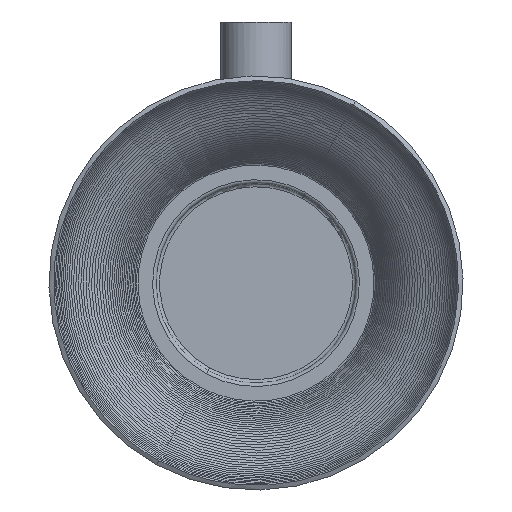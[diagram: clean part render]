
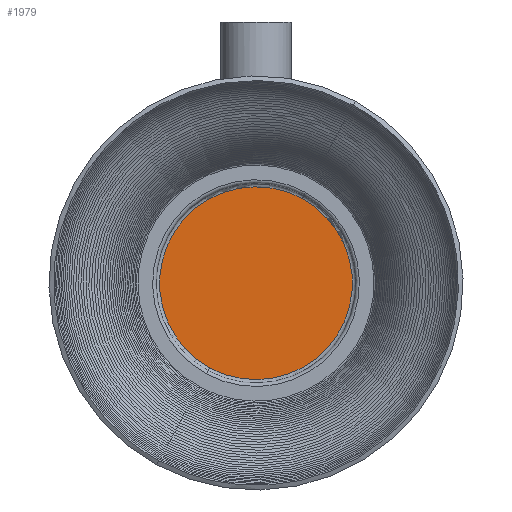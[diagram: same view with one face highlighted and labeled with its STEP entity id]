
A CAD part, top view. The second image highlights one B-rep face of the part: STEP entity #1979.
In plain terms, the highlighted planar face has unit normal (0, 0, 1).
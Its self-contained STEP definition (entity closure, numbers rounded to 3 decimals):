
#1932=CARTESIAN_POINT('Axis2P3D Location',(0.,0.,1.5)) ;
#1938=CARTESIAN_POINT('Control Point',(-13.184,-24.134,1.5)) ;
#1939=CARTESIAN_POINT('Control Point',(-16.975,-22.063,1.5)) ;
#1940=CARTESIAN_POINT('Control Point',(-20.359,-19.247,1.5)) ;
#1941=CARTESIAN_POINT('Control Point',(-23.141,-15.793,1.5)) ;
#1942=CARTESIAN_POINT('Control Point',(-27.201,-7.981,1.5)) ;
#1943=CARTESIAN_POINT('Control Point',(-28.006,0.786,1.5)) ;
#1944=CARTESIAN_POINT('Control Point',(-27.531,5.196,1.5)) ;
#1945=CARTESIAN_POINT('Control Point',(-24.878,13.591,1.5)) ;
#1946=CARTESIAN_POINT('Control Point',(-19.247,20.359,1.5)) ;
#1947=CARTESIAN_POINT('Control Point',(-15.793,23.141,1.5)) ;
#1948=CARTESIAN_POINT('Control Point',(-7.981,27.201,1.5)) ;
#1949=CARTESIAN_POINT('Control Point',(0.786,28.006,1.5)) ;
#1950=CARTESIAN_POINT('Control Point',(5.196,27.531,1.5)) ;
#1951=CARTESIAN_POINT('Control Point',(9.393,26.204,1.5)) ;
#1952=CARTESIAN_POINT('Control Point',(13.184,24.134,1.5)) ;
#1953=CARTESIAN_POINT('Vertex',(-13.184,-24.134,1.5)) ;
#1955=CARTESIAN_POINT('Vertex',(13.184,24.134,1.5)) ;
#1959=CARTESIAN_POINT('Control Point',(13.184,24.134,1.5)) ;
#1960=CARTESIAN_POINT('Control Point',(16.975,22.063,1.5)) ;
#1961=CARTESIAN_POINT('Control Point',(20.359,19.247,1.5)) ;
#1962=CARTESIAN_POINT('Control Point',(23.141,15.793,1.5)) ;
#1963=CARTESIAN_POINT('Control Point',(27.201,7.981,1.5)) ;
#1964=CARTESIAN_POINT('Control Point',(28.006,-0.786,1.5)) ;
#1965=CARTESIAN_POINT('Control Point',(27.531,-5.196,1.5)) ;
#1966=CARTESIAN_POINT('Control Point',(24.878,-13.591,1.5)) ;
#1967=CARTESIAN_POINT('Control Point',(19.247,-20.359,1.5)) ;
#1968=CARTESIAN_POINT('Control Point',(15.793,-23.141,1.5)) ;
#1969=CARTESIAN_POINT('Control Point',(7.981,-27.201,1.5)) ;
#1970=CARTESIAN_POINT('Control Point',(-0.786,-28.006,1.5)) ;
#1971=CARTESIAN_POINT('Control Point',(-5.196,-27.531,1.5)) ;
#1972=CARTESIAN_POINT('Control Point',(-9.393,-26.204,1.5)) ;
#1973=CARTESIAN_POINT('Control Point',(-13.184,-24.134,1.5)) ;
#1933=DIRECTION('Axis2P3D Direction',(0.,0.,-1.)) ;
#1934=DIRECTION('Axis2P3D XDirection',(1.,0.,0.)) ;
#1935=AXIS2_PLACEMENT_3D('Plane Axis2P3D',#1932,#1933,#1934) ;
#1936=PLANE('',#1935) ;
#1957=EDGE_CURVE('',#1954,#1956,#1937,.T.) ;
#1974=EDGE_CURVE('',#1956,#1954,#1958,.T.) ;
#1976=ORIENTED_EDGE('',*,*,#1957,.F.) ;
#1977=ORIENTED_EDGE('',*,*,#1974,.F.) ;
#1975=EDGE_LOOP('',(#1976,#1977)) ;
#1954=VERTEX_POINT('',#1953) ;
#1956=VERTEX_POINT('',#1955) ;
#1979=ADVANCED_FACE('PartBody',(#1978),#1936,.F.) ;
#1937=B_SPLINE_CURVE_WITH_KNOTS('',5,(#1938,#1939,#1940,#1941,#1942,#1943,#1944,#1945,#1946,#1947,#1948,#1949,#1950,#1951,#1952),.UNSPECIFIED.,.F.,.U.,(6,3,3,3,6),(56.947,78.545,100.144,121.742,143.341),.UNSPECIFIED.) ;
#1958=B_SPLINE_CURVE_WITH_KNOTS('',5,(#1959,#1960,#1961,#1962,#1963,#1964,#1965,#1966,#1967,#1968,#1969,#1970,#1971,#1972,#1973),.UNSPECIFIED.,.F.,.U.,(6,3,3,3,6),(143.341,164.939,186.538,208.136,229.734),.UNSPECIFIED.) ;
#1978=FACE_OUTER_BOUND('',#1975,.T.) ;
